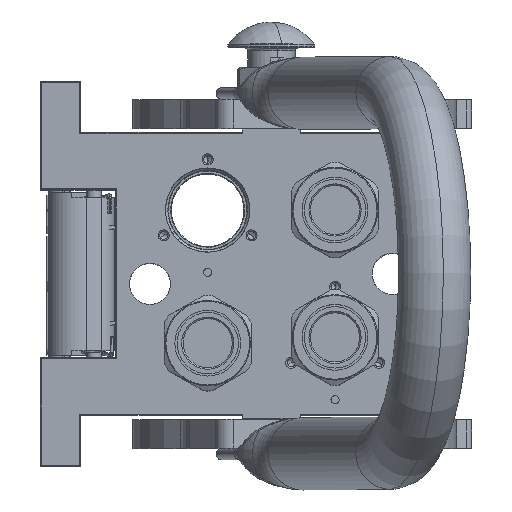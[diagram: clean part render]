
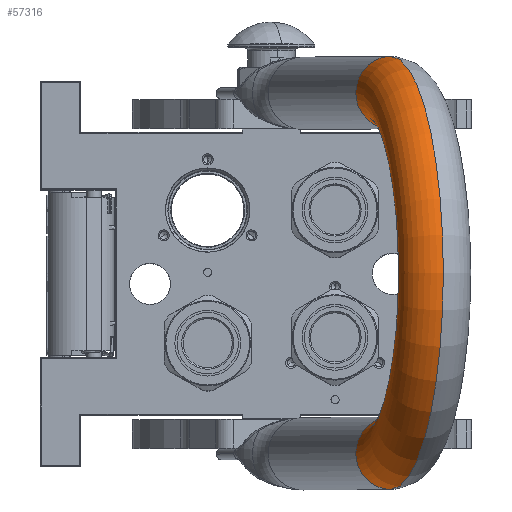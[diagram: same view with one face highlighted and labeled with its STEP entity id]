
A CAD part, top view. The second image highlights one B-rep face of the part: STEP entity #57316.
In plain terms, the highlighted toroidal (fillet/blend) face has major radius 62.25 mm and minor radius 12.5 mm.
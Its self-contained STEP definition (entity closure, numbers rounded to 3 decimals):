
#3541 = ORIENTED_EDGE ( 'NONE', *, *, #41413, .T. ) ;
#7040 = AXIS2_PLACEMENT_3D ( 'NONE', #53218, #63114, #76435 ) ;
#7798 = CARTESIAN_POINT ( 'NONE',  ( -62.25, 0., 125.25 ) ) ;
#10325 = VERTEX_POINT ( 'NONE', #10447 ) ;
#10447 = CARTESIAN_POINT ( 'NONE',  ( -49.75, 0., 125.25 ) ) ;
#11143 = DIRECTION ( 'NONE',  ( 0., 0., -1. ) ) ;
#11672 = CIRCLE ( 'NONE', #73589, 74.75 ) ;
#33997 = CARTESIAN_POINT ( 'NONE',  ( 49.75, 0., 125.25 ) ) ;
#34777 = CARTESIAN_POINT ( 'NONE',  ( 74.75, 0., 125.25 ) ) ;
#36141 = EDGE_CURVE ( 'NONE', #10325, #80896, #70064, .T. ) ;
#36742 = DIRECTION ( 'NONE',  ( 0., 0., 1. ) ) ;
#37349 = DIRECTION ( 'NONE',  ( 0., 1., 0. ) ) ;
#37369 = ORIENTED_EDGE ( 'NONE', *, *, #36141, .F. ) ;
#40876 = DIRECTION ( 'NONE',  ( -1., 0., 0. ) ) ;
#41413 = EDGE_CURVE ( 'NONE', #88118, #65738, #11672, .T. ) ;
#43175 = AXIS2_PLACEMENT_3D ( 'NONE', #7798, #36742, #77285 ) ;
#46474 = EDGE_CURVE ( 'NONE', #80896, #65738, #83828, .T. ) ;
#46842 = DIRECTION ( 'NONE',  ( -1., 0., 0. ) ) ;
#53218 = CARTESIAN_POINT ( 'NONE',  ( 0., 0., 125.25 ) ) ;
#55912 = CARTESIAN_POINT ( 'NONE',  ( 0., 0., 125.25 ) ) ;
#56153 = ORIENTED_EDGE ( 'NONE', *, *, #106780, .T. ) ;
#57316 = ADVANCED_FACE ( 'NONE', ( #88042 ), #61822, .T. ) ;
#60756 = CIRCLE ( 'NONE', #43175, 12.5 ) ;
#61641 = EDGE_LOOP ( 'NONE', ( #3541, #113591, #37369, #56153 ) ) ;
#61822 = TOROIDAL_SURFACE ( 'NONE', #78121, 62.25, 12.5 ) ;
#63114 = DIRECTION ( 'NONE',  ( 0., 1., 0. ) ) ;
#63979 = CARTESIAN_POINT ( 'NONE',  ( 0., 0., 125.25 ) ) ;
#65738 = VERTEX_POINT ( 'NONE', #34777 ) ;
#70064 = CIRCLE ( 'NONE', #7040, 49.75 ) ;
#70257 = CARTESIAN_POINT ( 'NONE',  ( 62.25, 0., 125.25 ) ) ;
#73589 = AXIS2_PLACEMENT_3D ( 'NONE', #55912, #37349, #46842 ) ;
#73901 = DIRECTION ( 'NONE',  ( 1., 0., 0. ) ) ;
#76435 = DIRECTION ( 'NONE',  ( -1., 0., 0. ) ) ;
#76845 = CARTESIAN_POINT ( 'NONE',  ( -74.75, 0., 125.25 ) ) ;
#77285 = DIRECTION ( 'NONE',  ( 1., 0., 0. ) ) ;
#78099 = AXIS2_PLACEMENT_3D ( 'NONE', #70257, #11143, #40876 ) ;
#78121 = AXIS2_PLACEMENT_3D ( 'NONE', #63979, #104151, #73901 ) ;
#80896 = VERTEX_POINT ( 'NONE', #33997 ) ;
#83828 = CIRCLE ( 'NONE', #78099, 12.5 ) ;
#88042 = FACE_OUTER_BOUND ( 'NONE', #61641, .T. ) ;
#88118 = VERTEX_POINT ( 'NONE', #76845 ) ;
#104151 = DIRECTION ( 'NONE',  ( 0., 1., 0. ) ) ;
#106780 = EDGE_CURVE ( 'NONE', #10325, #88118, #60756, .T. ) ;
#113591 = ORIENTED_EDGE ( 'NONE', *, *, #46474, .F. ) ;
